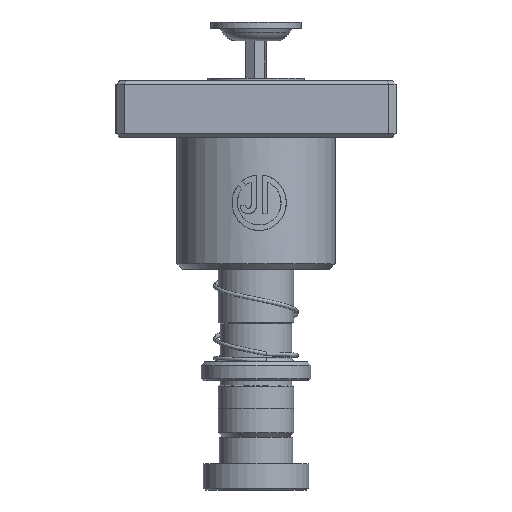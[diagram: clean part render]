
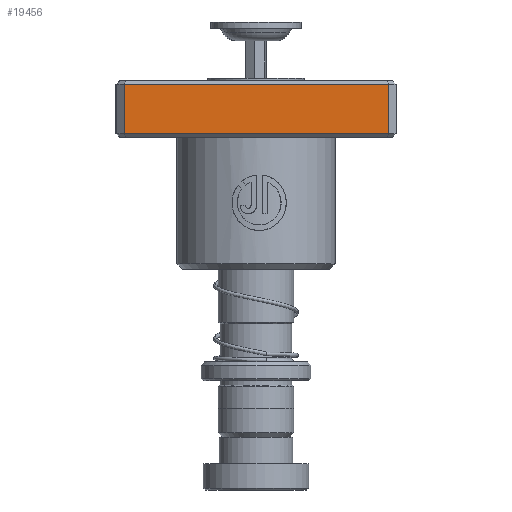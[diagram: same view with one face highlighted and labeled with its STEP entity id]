
A CAD part, front view. The second image highlights one B-rep face of the part: STEP entity #19456.
In plain terms, the highlighted face is planar.
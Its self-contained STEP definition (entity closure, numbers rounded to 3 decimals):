
#396 = ORIENTED_EDGE ( 'NONE', *, *, #1642, .F. ) ;
#538 = AXIS2_PLACEMENT_3D ( 'NONE', #8396, #2637, #22702 ) ;
#1256 = VECTOR ( 'NONE', #11668, 1000. ) ;
#1642 = EDGE_CURVE ( 'NONE', #27206, #8477, #23863, .T. ) ;
#2046 = CARTESIAN_POINT ( 'NONE',  ( 35., 22., 1. ) ) ;
#2247 = PLANE ( 'NONE',  #538 ) ;
#2637 = DIRECTION ( 'NONE',  ( 0., -1., 0. ) ) ;
#2959 = CARTESIAN_POINT ( 'NONE',  ( 35., 22., 14. ) ) ;
#4803 = LINE ( 'NONE', #10768, #35854 ) ;
#6193 = VECTOR ( 'NONE', #29085, 1000. ) ;
#6356 = DIRECTION ( 'NONE',  ( 0., 0., -1. ) ) ;
#6631 = EDGE_LOOP ( 'NONE', ( #18662, #37402, #396, #25441 ) ) ;
#8396 = CARTESIAN_POINT ( 'NONE',  ( -35., 22., 15. ) ) ;
#8477 = VERTEX_POINT ( 'NONE', #30103 ) ;
#9216 = EDGE_CURVE ( 'NONE', #27206, #23426, #22749, .T. ) ;
#10768 = CARTESIAN_POINT ( 'NONE',  ( 35., 22., 15. ) ) ;
#11668 = DIRECTION ( 'NONE',  ( 1., 0., 0. ) ) ;
#13599 = CARTESIAN_POINT ( 'NONE',  ( 35., 22., 14. ) ) ;
#18069 = LINE ( 'NONE', #32249, #6193 ) ;
#18662 = ORIENTED_EDGE ( 'NONE', *, *, #20044, .T. ) ;
#19456 = ADVANCED_FACE ( 'NONE', ( #20807 ), #2247, .F. ) ;
#19603 = EDGE_CURVE ( 'NONE', #33849, #8477, #18069, .T. ) ;
#20044 = EDGE_CURVE ( 'NONE', #23426, #33849, #4803, .T. ) ;
#20528 = CARTESIAN_POINT ( 'NONE',  ( -35., 22., 15. ) ) ;
#20807 = FACE_OUTER_BOUND ( 'NONE', #6631, .T. ) ;
#22702 = DIRECTION ( 'NONE',  ( 0., 0., -1. ) ) ;
#22749 = LINE ( 'NONE', #2959, #1256 ) ;
#23426 = VERTEX_POINT ( 'NONE', #13599 ) ;
#23863 = LINE ( 'NONE', #20528, #34346 ) ;
#25441 = ORIENTED_EDGE ( 'NONE', *, *, #9216, .T. ) ;
#27206 = VERTEX_POINT ( 'NONE', #37623 ) ;
#28146 = DIRECTION ( 'NONE',  ( 0., 0., -1. ) ) ;
#29085 = DIRECTION ( 'NONE',  ( -1., 0., 0. ) ) ;
#30103 = CARTESIAN_POINT ( 'NONE',  ( -35., 22., 1. ) ) ;
#32249 = CARTESIAN_POINT ( 'NONE',  ( -35., 22., 1. ) ) ;
#33849 = VERTEX_POINT ( 'NONE', #2046 ) ;
#34346 = VECTOR ( 'NONE', #6356, 1000. ) ;
#35854 = VECTOR ( 'NONE', #28146, 1000. ) ;
#37402 = ORIENTED_EDGE ( 'NONE', *, *, #19603, .T. ) ;
#37623 = CARTESIAN_POINT ( 'NONE',  ( -35., 22., 14. ) ) ;
